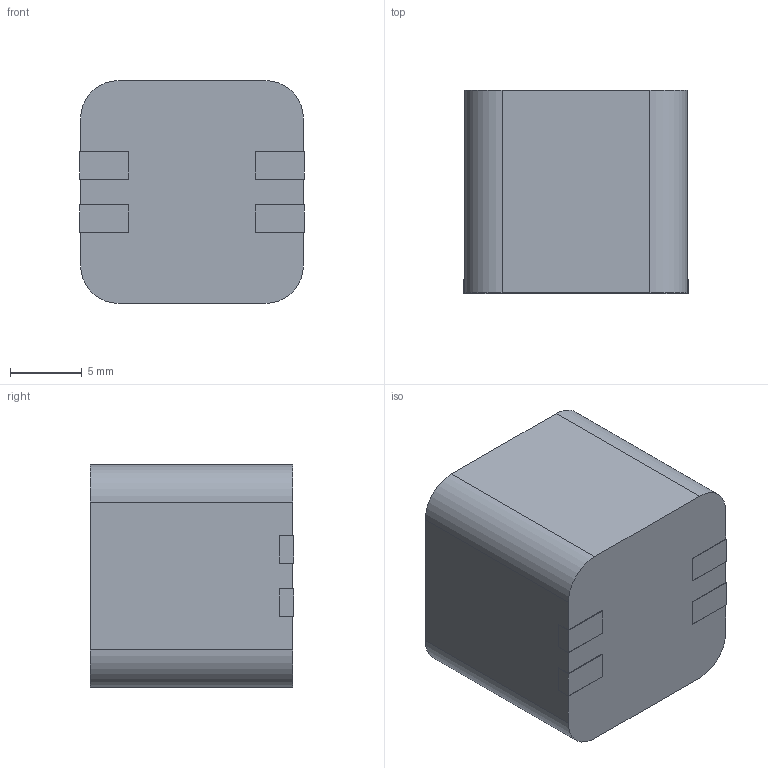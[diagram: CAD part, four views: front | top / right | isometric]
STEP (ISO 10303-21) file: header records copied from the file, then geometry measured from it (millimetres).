
FILE_DESCRIPTION (( 'STEP AP214' ), '1' );
FILE_NAME ('Coilcraft-MSD1514.STEP', '2016-10-06T10:31:04', ( 'Windows User' ), ( '' ), 'SwSTEP 2.0', 'SolidWorks 2016', '' );
FILE_SCHEMA (( 'AUTOMOTIVE_DESIGN' ));
Length unit declared in the file: millimetre
Products named in the file (1): Coilcraft-MSD1514
Bounding box: 15.6 x 14.15 x 15.5 mm (x, y, z)
Volume: 3287.1 mm3; surface area: 1607.1 mm2
Topology: 1 solids, 1 shells, 270 faces, 674 edges, 420 vertices
Faces by surface type: bspline 186, plane 74, cylinder 10
Entity records: 9973 total; most frequent: CARTESIAN_POINT 4337, ORIENTED_EDGE 1348, EDGE_CURVE 674, DIRECTION 492, VERTEX_POINT 420, B_SPLINE_CURVE_WITH_KNOTS 372, EDGE_LOOP 284, VECTOR 282
